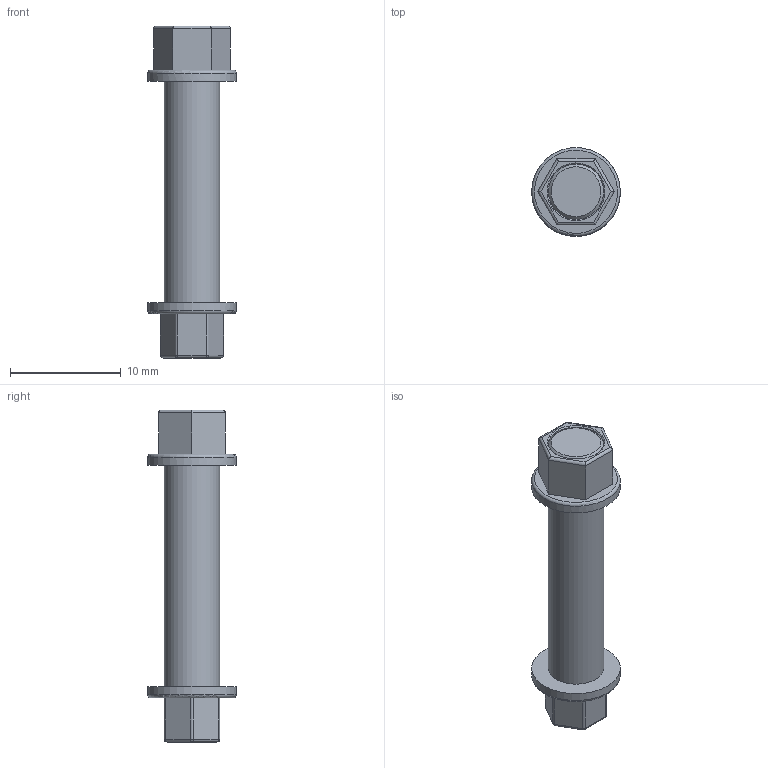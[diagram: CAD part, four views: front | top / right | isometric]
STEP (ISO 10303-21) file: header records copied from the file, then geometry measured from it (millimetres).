
FILE_DESCRIPTION( ('This file contains a STEP AP42 implementation' ,'as created by ZW3D STEP Interface translator.' ,'') ,'2;1' );
FILE_NAME( '啋匼_2_19.stp' ,'251027.114740', (''), ('ZWCAD Software Co.'), 'Version 1.0', 'ZW3D to STEP translator', '' );
FILE_SCHEMA(('AUTOMOTIVE_DESIGN { 1 0 10303 214 1 1 1 1 }'));
Length unit declared in the file: millimetre
Products named in the file (4): 0; 啋匼_2_19; 絮標え踡嘐蹟簽.ipt; 絮標え踡嘐蹟佪.ipt
Assembly tree (2 placements, depth 2):
  0
  啋匼_2_19
    絮標え踡嘐蹟簽.ipt
    絮標え踡嘐蹟佪.ipt
Bounding box: 8 x 8 x 30 mm (x, y, z)
Volume: 702.7 mm3; surface area: 822.2 mm2
Topology: 2 solids, 2 shells, 51 faces, 118 edges, 74 vertices
Faces by surface type: cylinder 22, plane 19, sphere 6, cone 2, torus 2
Full cylindrical faces by diameter (mm): 5 x2, 8 x2
Entity records: 1602 total; most frequent: DIRECTION 292, CARTESIAN_POINT 250, ORIENTED_EDGE 236, EDGE_CURVE 118, AXIS2_PLACEMENT_3D 116, VERTEX_POINT 74, VECTOR 60, LINE 60
